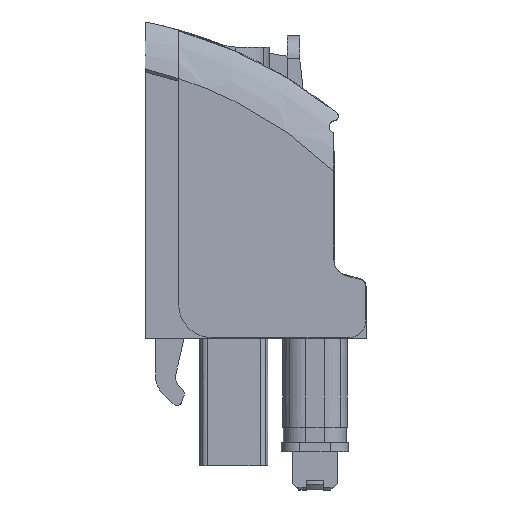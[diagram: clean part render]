
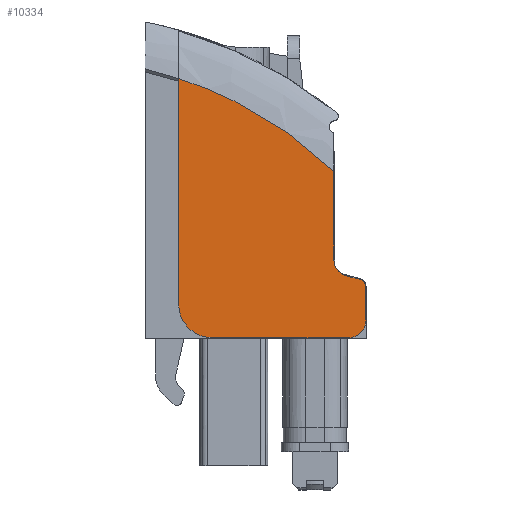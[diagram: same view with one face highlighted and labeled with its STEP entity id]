
A CAD part, left-side view. The second image highlights one B-rep face of the part: STEP entity #10334.
In plain terms, the highlighted planar face has unit normal (-1, 0, 0).
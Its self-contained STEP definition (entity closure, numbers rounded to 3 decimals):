
#10237=AXIS2_PLACEMENT_3D('Circle Axis2P3D',#10235,#10236,$) ;
#10260=AXIS2_PLACEMENT_3D('Plane Axis2P3D',#10257,#10258,#10259) ;
#10264=AXIS2_PLACEMENT_3D('Circle Axis2P3D',#10262,#10263,$) ;
#10280=AXIS2_PLACEMENT_3D('Circle Axis2P3D',#10278,#10279,$) ;
#10294=AXIS2_PLACEMENT_3D('Circle Axis2P3D',#10292,#10293,$) ;
#9783=CARTESIAN_POINT('Vertex',(0.,2.16,20.826)) ;
#9786=CARTESIAN_POINT('Line Origine',(0.,2.16,17.924)) ;
#9790=CARTESIAN_POINT('Vertex',(0.,2.16,15.022)) ;
#10235=CARTESIAN_POINT('Axis2P3D Location',(0.,1.11,15.022)) ;
#10239=CARTESIAN_POINT('Vertex',(0.,1.381,14.008)) ;
#10257=CARTESIAN_POINT('Axis2P3D Location',(0.,12.302,7.353)) ;
#10262=CARTESIAN_POINT('Axis2P3D Location',(0.,10.102,12.15)) ;
#10266=CARTESIAN_POINT('Vertex',(0.,10.102,9.95)) ;
#10268=CARTESIAN_POINT('Vertex',(0.,12.302,12.1)) ;
#10271=CARTESIAN_POINT('Line Origine',(0.,5.661,9.95)) ;
#10275=CARTESIAN_POINT('Vertex',(0.,1.221,9.95)) ;
#10278=CARTESIAN_POINT('Axis2P3D Location',(0.,1.221,11.1)) ;
#10282=CARTESIAN_POINT('Vertex',(0.,0.071,11.12)) ;
#10285=CARTESIAN_POINT('Line Origine',(0.,0.091,12.225)) ;
#10289=CARTESIAN_POINT('Vertex',(0.,0.11,13.33)) ;
#10292=CARTESIAN_POINT('Axis2P3D Location',(0.,0.56,13.322)) ;
#10296=CARTESIAN_POINT('Vertex',(0.,0.443,13.756)) ;
#10299=CARTESIAN_POINT('Line Origine',(0.,0.912,13.882)) ;
#10305=CARTESIAN_POINT('Control Point',(0.,2.16,20.826)) ;
#10306=CARTESIAN_POINT('Control Point',(0.,3.406,22.03)) ;
#10307=CARTESIAN_POINT('Control Point',(0.,4.754,23.131)) ;
#10308=CARTESIAN_POINT('Control Point',(0.,6.19,24.116)) ;
#10309=CARTESIAN_POINT('Control Point',(0.,8.269,25.299)) ;
#10310=CARTESIAN_POINT('Control Point',(0.,10.462,26.235)) ;
#10311=CARTESIAN_POINT('Control Point',(0.,11.07,26.471)) ;
#10312=CARTESIAN_POINT('Control Point',(0.,11.683,26.688)) ;
#10313=CARTESIAN_POINT('Control Point',(0.,12.302,26.886)) ;
#10314=CARTESIAN_POINT('Vertex',(0.,12.302,26.886)) ;
#10317=CARTESIAN_POINT('Line Origine',(0.,12.302,19.493)) ;
#9787=DIRECTION('Vector Direction',(0.,0.,-1.)) ;
#10236=DIRECTION('Axis2P3D Direction',(1.,0.,0.)) ;
#10258=DIRECTION('Axis2P3D Direction',(1.,0.,0.)) ;
#10259=DIRECTION('Axis2P3D XDirection',(0.,0.,1.)) ;
#10263=DIRECTION('Axis2P3D Direction',(1.,0.,0.)) ;
#10272=DIRECTION('Vector Direction',(0.,1.,0.)) ;
#10279=DIRECTION('Axis2P3D Direction',(1.,0.,0.)) ;
#10286=DIRECTION('Vector Direction',(0.,-0.017,-1.)) ;
#10293=DIRECTION('Axis2P3D Direction',(1.,0.,0.)) ;
#10300=DIRECTION('Vector Direction',(0.,0.966,0.259)) ;
#10318=DIRECTION('Vector Direction',(0.,0.,1.)) ;
#9788=VECTOR('Line Direction',#9787,1.) ;
#10273=VECTOR('Line Direction',#10272,1.) ;
#10287=VECTOR('Line Direction',#10286,1.) ;
#10301=VECTOR('Line Direction',#10300,1.) ;
#10319=VECTOR('Line Direction',#10318,1.) ;
#10323=ORIENTED_EDGE('',*,*,#10270,.F.) ;
#10324=ORIENTED_EDGE('',*,*,#10277,.F.) ;
#10325=ORIENTED_EDGE('',*,*,#10284,.F.) ;
#10326=ORIENTED_EDGE('',*,*,#10291,.F.) ;
#10327=ORIENTED_EDGE('',*,*,#10298,.F.) ;
#10328=ORIENTED_EDGE('',*,*,#10303,.T.) ;
#10329=ORIENTED_EDGE('',*,*,#10241,.T.) ;
#10330=ORIENTED_EDGE('',*,*,#9792,.F.) ;
#10331=ORIENTED_EDGE('',*,*,#10316,.T.) ;
#10332=ORIENTED_EDGE('',*,*,#10321,.T.) ;
#10334=ADVANCED_FACE('GEHAEUSE',(#10333),#10261,.F.) ;
#10304=B_SPLINE_CURVE_WITH_KNOTS('',5,(#10305,#10306,#10307,#10308,#10309,#10310,#10311,#10312,#10313),.UNSPECIFIED.,.F.,.U.,(6,3,6),(0.099,12.369,16.969),.UNSPECIFIED.) ;
#10238=CIRCLE('generated circle',#10237,1.05) ;
#10265=CIRCLE('generated circle',#10264,2.2) ;
#10281=CIRCLE('generated circle',#10280,1.15) ;
#10295=CIRCLE('generated circle',#10294,0.45) ;
#9792=EDGE_CURVE('',#9784,#9791,#9789,.T.) ;
#10241=EDGE_CURVE('',#10240,#9791,#10238,.T.) ;
#10270=EDGE_CURVE('',#10267,#10269,#10265,.T.) ;
#10277=EDGE_CURVE('',#10276,#10267,#10274,.T.) ;
#10284=EDGE_CURVE('',#10283,#10276,#10281,.T.) ;
#10291=EDGE_CURVE('',#10290,#10283,#10288,.T.) ;
#10298=EDGE_CURVE('',#10297,#10290,#10295,.T.) ;
#10303=EDGE_CURVE('',#10297,#10240,#10302,.T.) ;
#10316=EDGE_CURVE('',#9784,#10315,#10304,.T.) ;
#10321=EDGE_CURVE('',#10315,#10269,#10320,.F.) ;
#10322=EDGE_LOOP('',(#10323,#10324,#10325,#10326,#10327,#10328,#10329,#10330,#10331,#10332)) ;
#10333=FACE_OUTER_BOUND('',#10322,.T.) ;
#9789=LINE('Line',#9786,#9788) ;
#10274=LINE('Line',#10271,#10273) ;
#10288=LINE('Line',#10285,#10287) ;
#10302=LINE('Line',#10299,#10301) ;
#10320=LINE('Line',#10317,#10319) ;
#10261=PLANE('',#10260) ;
#9784=VERTEX_POINT('',#9783) ;
#9791=VERTEX_POINT('',#9790) ;
#10240=VERTEX_POINT('',#10239) ;
#10267=VERTEX_POINT('',#10266) ;
#10269=VERTEX_POINT('',#10268) ;
#10276=VERTEX_POINT('',#10275) ;
#10283=VERTEX_POINT('',#10282) ;
#10290=VERTEX_POINT('',#10289) ;
#10297=VERTEX_POINT('',#10296) ;
#10315=VERTEX_POINT('',#10314) ;
